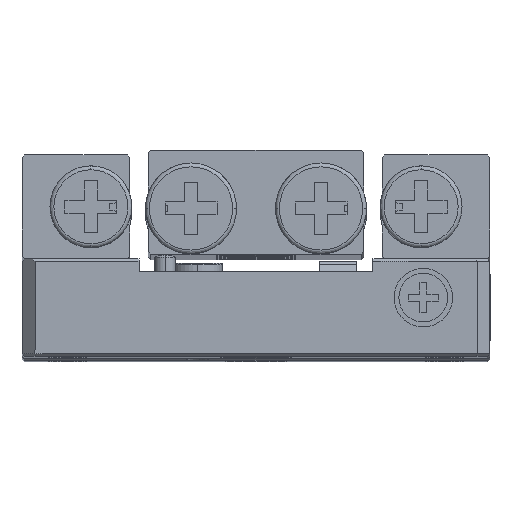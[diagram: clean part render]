
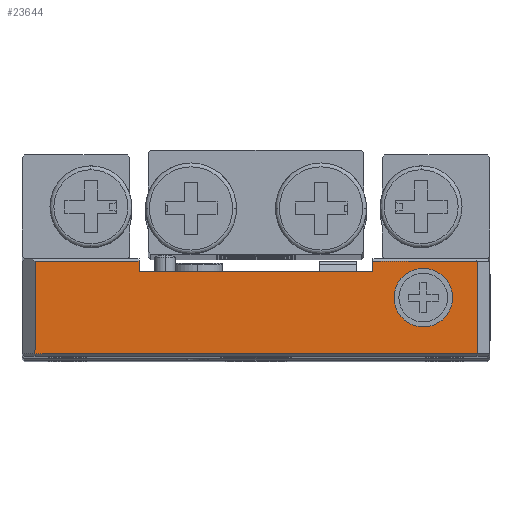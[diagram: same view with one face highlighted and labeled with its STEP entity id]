
A CAD part, top view. The second image highlights one B-rep face of the part: STEP entity #23644.
In plain terms, the highlighted planar face has unit normal (0, 0, 1).
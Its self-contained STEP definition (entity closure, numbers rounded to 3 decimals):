
#1073 = VERTEX_POINT ( 'NONE', #10244 ) ;
#1140 = ORIENTED_EDGE ( 'NONE', *, *, #7306, .T. ) ;
#1326 = VECTOR ( 'NONE', #13353, 1000. ) ;
#1436 = CIRCLE ( 'NONE', #7320, 2.25 ) ;
#1674 = CARTESIAN_POINT ( 'NONE',  ( 15.117, -2.985, 125. ) ) ;
#1811 = DIRECTION ( 'NONE',  ( 1., 0., 0. ) ) ;
#2087 = LINE ( 'NONE', #5889, #1326 ) ;
#2821 = DIRECTION ( 'NONE',  ( 1., 0., 0. ) ) ;
#2926 = EDGE_LOOP ( 'NONE', ( #23653, #14737, #7544, #5487, #19270, #1140, #23744, #5340 ) ) ;
#3515 = VERTEX_POINT ( 'NONE', #4299 ) ;
#4299 = CARTESIAN_POINT ( 'NONE',  ( 10.617, -2.985, 125. ) ) ;
#4382 = ORIENTED_EDGE ( 'NONE', *, *, #9854, .F. ) ;
#4487 = VERTEX_POINT ( 'NONE', #10618 ) ;
#4498 = DIRECTION ( 'NONE',  ( 1., 0., 0. ) ) ;
#4626 = FACE_OUTER_BOUND ( 'NONE', #2926, .T. ) ;
#4850 = VERTEX_POINT ( 'NONE', #14416 ) ;
#5198 = VERTEX_POINT ( 'NONE', #8528 ) ;
#5340 = ORIENTED_EDGE ( 'NONE', *, *, #23482, .F. ) ;
#5487 = ORIENTED_EDGE ( 'NONE', *, *, #22387, .T. ) ;
#5734 = EDGE_CURVE ( 'NONE', #23686, #17243, #9321, .T. ) ;
#5767 = DIRECTION ( 'NONE',  ( 0., 1., 0. ) ) ;
#5889 = CARTESIAN_POINT ( 'NONE',  ( 9., 0., 125. ) ) ;
#6836 = LINE ( 'NONE', #19873, #19951 ) ;
#7306 = EDGE_CURVE ( 'NONE', #1073, #4850, #6836, .T. ) ;
#7320 = AXIS2_PLACEMENT_3D ( 'NONE', #13592, #19188, #2821 ) ;
#7544 = ORIENTED_EDGE ( 'NONE', *, *, #5734, .T. ) ;
#7632 = VECTOR ( 'NONE', #17543, 1000. ) ;
#7716 = DIRECTION ( 'NONE',  ( 0., -1., 0. ) ) ;
#8090 = VECTOR ( 'NONE', #4498, 1000. ) ;
#8311 = DIRECTION ( 'NONE',  ( 0., 0., 1. ) ) ;
#8528 = CARTESIAN_POINT ( 'NONE',  ( -9., -1., 125. ) ) ;
#8678 = CIRCLE ( 'NONE', #19243, 2.25 ) ;
#9321 = LINE ( 'NONE', #18695, #15984 ) ;
#9324 = VECTOR ( 'NONE', #16977, 1000. ) ;
#9854 = EDGE_CURVE ( 'NONE', #3515, #16906, #8678, .T. ) ;
#9909 = CARTESIAN_POINT ( 'NONE',  ( -17., -0.2, 125. ) ) ;
#10134 = CARTESIAN_POINT ( 'NONE',  ( -9., 0., 125. ) ) ;
#10154 = DIRECTION ( 'NONE',  ( 1., 0., 0. ) ) ;
#10244 = CARTESIAN_POINT ( 'NONE',  ( 17., -0.2, 125. ) ) ;
#10618 = CARTESIAN_POINT ( 'NONE',  ( 17., -7.3, 125. ) ) ;
#10743 = EDGE_CURVE ( 'NONE', #4487, #1073, #13473, .T. ) ;
#10777 = CARTESIAN_POINT ( 'NONE',  ( -17., -7.3, 125. ) ) ;
#11503 = CARTESIAN_POINT ( 'NONE',  ( 0., -0.2, 125. ) ) ;
#11950 = VERTEX_POINT ( 'NONE', #15172 ) ;
#11972 = CARTESIAN_POINT ( 'NONE',  ( 0., 0., 125. ) ) ;
#12049 = EDGE_CURVE ( 'NONE', #4850, #16402, #2087, .T. ) ;
#12332 = DIRECTION ( 'NONE',  ( -1., 0., 0. ) ) ;
#12823 = DIRECTION ( 'NONE',  ( 0., 0., 1. ) ) ;
#13353 = DIRECTION ( 'NONE',  ( 0., -1., 0. ) ) ;
#13473 = LINE ( 'NONE', #21136, #20090 ) ;
#13592 = CARTESIAN_POINT ( 'NONE',  ( 12.867, -2.985, 125. ) ) ;
#13795 = LINE ( 'NONE', #10134, #7632 ) ;
#14416 = CARTESIAN_POINT ( 'NONE',  ( 9., -0.2, 125. ) ) ;
#14737 = ORIENTED_EDGE ( 'NONE', *, *, #18096, .T. ) ;
#15172 = CARTESIAN_POINT ( 'NONE',  ( -9., -0.2, 125. ) ) ;
#15392 = FACE_BOUND ( 'NONE', #24160, .T. ) ;
#15614 = LINE ( 'NONE', #23543, #8090 ) ;
#15984 = VECTOR ( 'NONE', #7716, 1000. ) ;
#16163 = CARTESIAN_POINT ( 'NONE',  ( 9., -1., 125. ) ) ;
#16247 = LINE ( 'NONE', #23585, #22529 ) ;
#16402 = VERTEX_POINT ( 'NONE', #16163 ) ;
#16906 = VERTEX_POINT ( 'NONE', #1674 ) ;
#16977 = DIRECTION ( 'NONE',  ( -1., 0., 0. ) ) ;
#17243 = VERTEX_POINT ( 'NONE', #10777 ) ;
#17543 = DIRECTION ( 'NONE',  ( 0., -1., 0. ) ) ;
#18096 = EDGE_CURVE ( 'NONE', #11950, #23686, #20409, .T. ) ;
#18695 = CARTESIAN_POINT ( 'NONE',  ( -17., -7.5, 125. ) ) ;
#19188 = DIRECTION ( 'NONE',  ( 0., 0., 1. ) ) ;
#19243 = AXIS2_PLACEMENT_3D ( 'NONE', #24175, #12823, #1811 ) ;
#19270 = ORIENTED_EDGE ( 'NONE', *, *, #10743, .T. ) ;
#19402 = PLANE ( 'NONE',  #22921 ) ;
#19873 = CARTESIAN_POINT ( 'NONE',  ( 0., -0.2, 125. ) ) ;
#19951 = VECTOR ( 'NONE', #12332, 1000. ) ;
#20090 = VECTOR ( 'NONE', #5767, 1000. ) ;
#20155 = DIRECTION ( 'NONE',  ( 1., 0., 0. ) ) ;
#20409 = LINE ( 'NONE', #11503, #9324 ) ;
#21068 = EDGE_CURVE ( 'NONE', #11950, #5198, #13795, .T. ) ;
#21136 = CARTESIAN_POINT ( 'NONE',  ( 17., 0., 125. ) ) ;
#22387 = EDGE_CURVE ( 'NONE', #17243, #4487, #15614, .T. ) ;
#22529 = VECTOR ( 'NONE', #20155, 1000. ) ;
#22921 = AXIS2_PLACEMENT_3D ( 'NONE', #11972, #8311, #10154 ) ;
#23310 = EDGE_CURVE ( 'NONE', #16906, #3515, #1436, .T. ) ;
#23417 = ORIENTED_EDGE ( 'NONE', *, *, #23310, .F. ) ;
#23482 = EDGE_CURVE ( 'NONE', #5198, #16402, #16247, .T. ) ;
#23543 = CARTESIAN_POINT ( 'NONE',  ( 17., -7.3, 125. ) ) ;
#23585 = CARTESIAN_POINT ( 'NONE',  ( 0., -1., 125. ) ) ;
#23644 = ADVANCED_FACE ( 'NONE', ( #15392, #4626 ), #19402, .T. ) ;
#23653 = ORIENTED_EDGE ( 'NONE', *, *, #21068, .F. ) ;
#23686 = VERTEX_POINT ( 'NONE', #9909 ) ;
#23744 = ORIENTED_EDGE ( 'NONE', *, *, #12049, .T. ) ;
#24160 = EDGE_LOOP ( 'NONE', ( #23417, #4382 ) ) ;
#24175 = CARTESIAN_POINT ( 'NONE',  ( 12.867, -2.985, 125. ) ) ;
